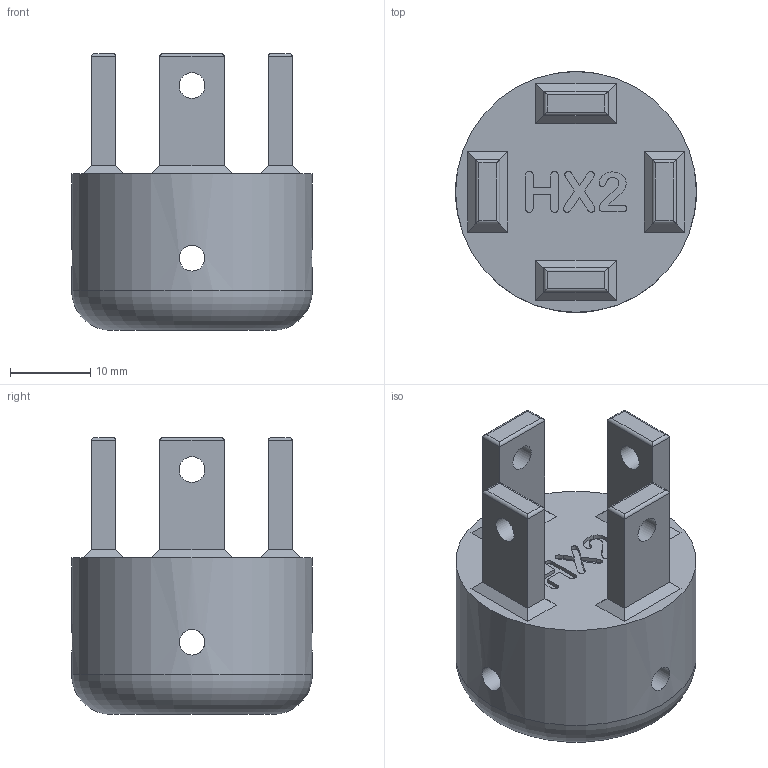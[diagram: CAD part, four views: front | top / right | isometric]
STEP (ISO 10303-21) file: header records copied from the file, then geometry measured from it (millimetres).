
FILE_DESCRIPTION(('HOOPS Exchange Step'),'2;1');
FILE_NAME('temp_export','2025-01-14T13:46:28+10:00',('mobile'),('Shapr3D Limited'),'HOOPS Exchange 2024.6','Shapr3D','Authorized');
FILE_SCHEMA( ('AP242_MANAGED_MODEL_BASED_3D_ENGINEERING_MIM_LF {1 0 10303 442 1 1 4 }') );
Length unit declared in the file: millimetre
Products named in the file (2): Plug Adapter.step; root
Assembly tree (1 placements, depth 2):
  root
    Plug Adapter.step
Bounding box: 30 x 30 x 34.5 mm (x, y, z)
Volume: 12479.6 mm3; surface area: 5551.9 mm2
Topology: 1 solids, 5 shells, 133 faces, 323 edges, 205 vertices
Faces by surface type: plane 92, cylinder 25, bspline 15, torus 1
Full cylindrical faces by diameter (mm): 3.2 x8, 30 x1
Entity records: 5310 total; most frequent: CARTESIAN_POINT 2176, ORIENTED_EDGE 646, DIRECTION 569, EDGE_CURVE 323, VECTOR 243, LINE 243, VERTEX_POINT 205, AXIS2_PLACEMENT_3D 163
